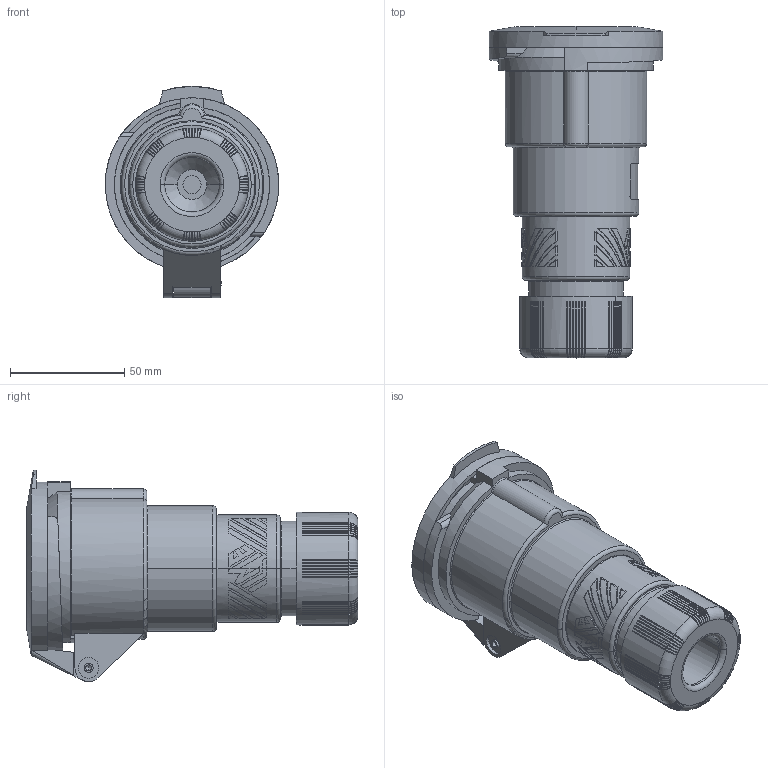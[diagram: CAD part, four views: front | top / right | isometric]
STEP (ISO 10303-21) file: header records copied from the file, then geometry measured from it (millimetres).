
FILE_DESCRIPTION(('Creo Elements/Direct Modeling STEP Export'),'2;1');
FILE_NAME('PES_1665_PV.stp','2012-09-19T12:04:11',(''),(''),'Creo Elements/Direct Modeling STEP processor for AP214 (Solid Model)','Creo Elements/Direct Modeling 18.0B 02-Dec-2011 (C) Parametric Technology GmbH','');
FILE_SCHEMA(('AUTOMOTIVE_DESIGN { 1 0 10303 214 1 1 1 1 }'));
Length unit declared in the file: millimetre
Products named in the file (3): COPERCHIETTO1665PV; CUSTODIAPES1665PV; PES_1665_PV
Assembly tree (2 placements, depth 2):
  PES_1665_PV
    CUSTODIAPES1665PV
    COPERCHIETTO1665PV
Bounding box: 76 x 145.4 x 92.49 mm (x, y, z)
Volume: 258143.1 mm3; surface area: 82150.6 mm2
Topology: 2 solids, 2 shells, 804 faces, 2121 edges, 1247 vertices
Faces by surface type: plane 408, cylinder 178, sphere 114, torus 77, cone 27
Entity records: 41399 total; most frequent: CARTESIAN_POINT 16495, ORIENTED_EDGE 4010, DIRECTION 3767, EDGE_CURVE 2005, AXIS2_PLACEMENT_3D 1493, VERTEX_POINT 1247, EDGE_LOOP 860, FACE_OUTER_BOUND 804
